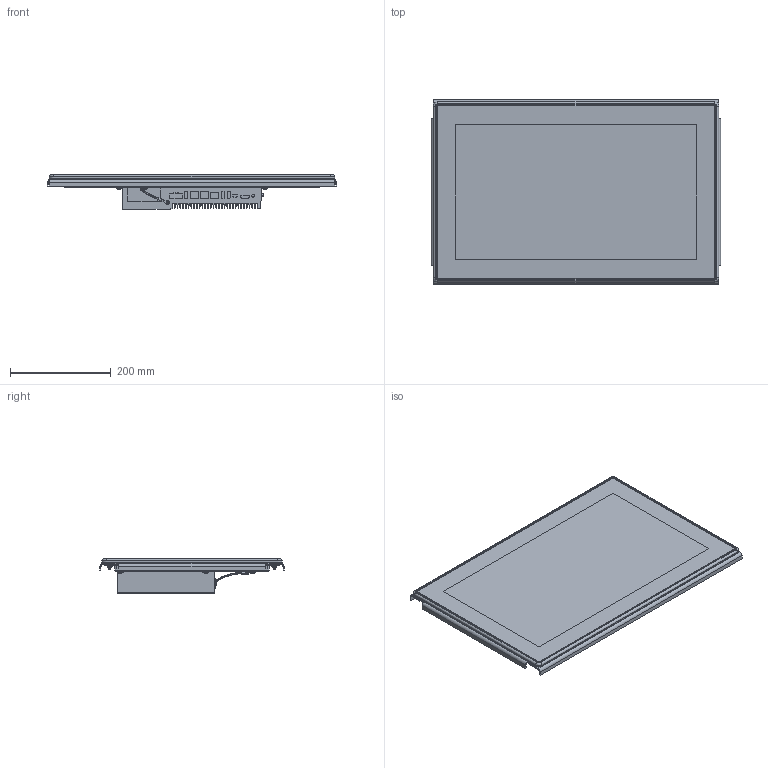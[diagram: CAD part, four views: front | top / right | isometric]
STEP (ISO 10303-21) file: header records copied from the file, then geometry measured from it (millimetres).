
FILE_DESCRIPTION((''),'2;1');
FILE_NAME('CAD-7274_MIT_SCHRUMPF_ASM','2021-06-23T11:16:18',('creinig-se'),(''),'CREO PARAMETRIC BY PTC INC, 2019292','CREO PARAMETRIC BY PTC INC, 2019292','');
FILE_SCHEMA(('CONFIG_CONTROL_DESIGN','SHAPE_APPEARANCE_LAYERS_GROUPS'));
Products named in the file (5): CAD-7271_BOSS-EXTRUDE2; CAD-7271_CHAMFER; CAD-7271_GLASS_ASM_ASM; CAD-7274_SW0001_PANEL_MOUNT; CAD-7274_MIT_SCHRUMPF_ASM
Assembly tree (4 placements, depth 3):
  CAD-7274_MIT_SCHRUMPF_ASM
    CAD-7271_GLASS_ASM_ASM
      CAD-7271_BOSS-EXTRUDE2
      CAD-7271_CHAMFER
    CAD-7274_SW0001_PANEL_MOUNT
Bounding box: 574.5 x 365.5 x 68.3 mm (x, y, z)
Volume: 5878621 mm3; surface area: 1164081.2 mm2
Topology: 4 solids, 4 shells, 1935 faces, 4736 edges, 2946 vertices
Faces by surface type: plane 1014, cylinder 520, cone 308, torus 86, sphere 5, bspline 2
Entity records: 74036 total; most frequent: CARTESIAN_POINT 17583, DIRECTION 9819, ORIENTED_EDGE 9464, EDGE_CURVE 4732, AXIS2_PLACEMENT_3D 3584, VERTEX_POINT 2946, VECTOR 2651, LINE 2651
